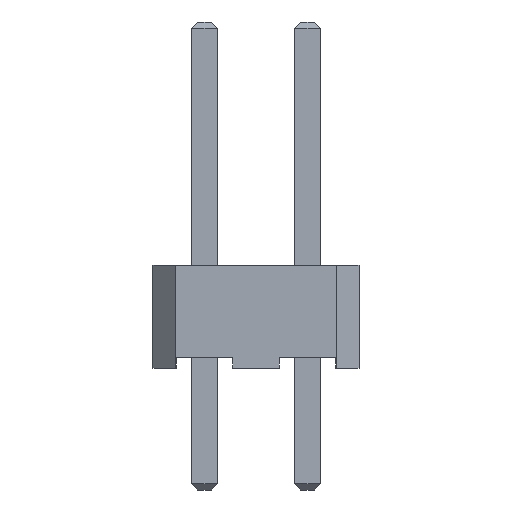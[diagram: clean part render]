
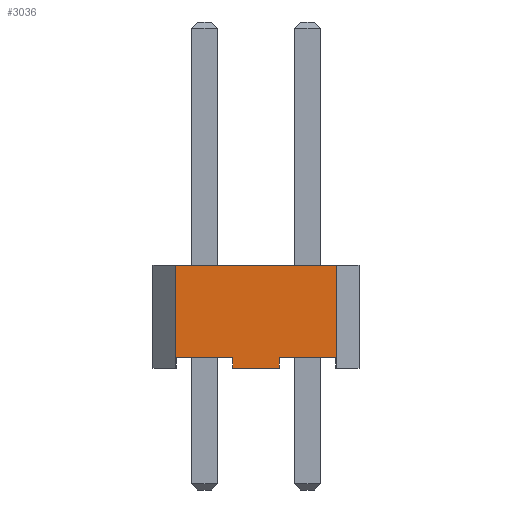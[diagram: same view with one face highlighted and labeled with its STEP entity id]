
A CAD part, left-side view. The second image highlights one B-rep face of the part: STEP entity #3036.
In plain terms, the highlighted planar face has unit normal (-1, 0, 0).
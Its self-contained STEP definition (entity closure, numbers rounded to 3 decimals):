
#210=FACE_OUTER_BOUND('',#394,.T.);
#394=EDGE_LOOP('',(#2621,#2622,#2623,#2624,#2625,#2626,#2627,#2628,#2629,
#2630,#2631,#2632));
#700=LINE('',#4650,#1106);
#703=LINE('',#4655,#1109);
#720=LINE('',#4689,#1126);
#739=LINE('',#4728,#1145);
#758=LINE('',#4766,#1164);
#760=LINE('',#4769,#1166);
#761=LINE('',#4772,#1167);
#764=LINE('',#4778,#1170);
#781=LINE('',#4811,#1187);
#782=LINE('',#4813,#1188);
#797=LINE('',#4841,#1203);
#804=LINE('',#4854,#1210);
#1106=VECTOR('',#3840,10.);
#1109=VECTOR('',#3845,10.);
#1126=VECTOR('',#3864,10.);
#1145=VECTOR('',#3887,10.);
#1164=VECTOR('',#3910,10.);
#1166=VECTOR('',#3914,10.);
#1167=VECTOR('',#3917,10.);
#1170=VECTOR('',#3922,10.);
#1187=VECTOR('',#3941,10.);
#1188=VECTOR('',#3944,10.);
#1203=VECTOR('',#3985,10.);
#1210=VECTOR('',#4004,10.);
#1391=VERTEX_POINT('',#4647);
#1392=VERTEX_POINT('',#4649);
#1393=VERTEX_POINT('',#4653);
#1409=VERTEX_POINT('',#4687);
#1426=VERTEX_POINT('',#4725);
#1427=VERTEX_POINT('',#4727);
#1443=VERTEX_POINT('',#4763);
#1444=VERTEX_POINT('',#4765);
#1445=VERTEX_POINT('',#4771);
#1446=VERTEX_POINT('',#4775);
#1447=VERTEX_POINT('',#4777);
#1462=VERTEX_POINT('',#4809);
#1756=EDGE_CURVE('',#1392,#1391,#700,.T.);
#1759=EDGE_CURVE('',#1393,#1391,#703,.T.);
#1776=EDGE_CURVE('',#1409,#1393,#720,.T.);
#1795=EDGE_CURVE('',#1426,#1427,#739,.T.);
#1814=EDGE_CURVE('',#1443,#1444,#758,.T.);
#1816=EDGE_CURVE('',#1392,#1443,#760,.T.);
#1817=EDGE_CURVE('',#1444,#1445,#761,.T.);
#1820=EDGE_CURVE('',#1446,#1447,#764,.T.);
#1837=EDGE_CURVE('',#1462,#1446,#781,.T.);
#1838=EDGE_CURVE('',#1462,#1445,#782,.T.);
#1853=EDGE_CURVE('',#1447,#1426,#797,.T.);
#1860=EDGE_CURVE('',#1427,#1409,#804,.T.);
#2621=ORIENTED_EDGE('',*,*,#1795,.F.);
#2622=ORIENTED_EDGE('',*,*,#1853,.F.);
#2623=ORIENTED_EDGE('',*,*,#1820,.F.);
#2624=ORIENTED_EDGE('',*,*,#1837,.F.);
#2625=ORIENTED_EDGE('',*,*,#1838,.T.);
#2626=ORIENTED_EDGE('',*,*,#1817,.F.);
#2627=ORIENTED_EDGE('',*,*,#1814,.F.);
#2628=ORIENTED_EDGE('',*,*,#1816,.F.);
#2629=ORIENTED_EDGE('',*,*,#1756,.T.);
#2630=ORIENTED_EDGE('',*,*,#1759,.F.);
#2631=ORIENTED_EDGE('',*,*,#1776,.F.);
#2632=ORIENTED_EDGE('',*,*,#1860,.F.);
#2852=PLANE('',#3245);
#3036=ADVANCED_FACE('',(#210),#2852,.T.);
#3245=AXIS2_PLACEMENT_3D('',#4853,#4002,#4003);
#3840=DIRECTION('',(0.,-1.,0.));
#3845=DIRECTION('',(0.,0.,1.));
#3864=DIRECTION('',(0.,1.,0.));
#3887=DIRECTION('',(0.,-1.,0.));
#3910=DIRECTION('',(0.,1.,0.));
#3914=DIRECTION('',(0.,0.,-1.));
#3917=DIRECTION('',(0.,0.,1.));
#3922=DIRECTION('',(0.,1.,0.));
#3941=DIRECTION('',(0.,0.,-1.));
#3944=DIRECTION('',(0.,-1.,0.));
#3985=DIRECTION('',(0.,0.,1.));
#4002=DIRECTION('center_axis',(-1.,0.,0.));
#4003=DIRECTION('ref_axis',(0.,-1.,0.));
#4004=DIRECTION('',(0.,0.,-1.));
#4647=CARTESIAN_POINT('',(-6.35,-1.97,0.32));
#4649=CARTESIAN_POINT('',(-6.35,-0.57,0.32));
#4650=CARTESIAN_POINT('',(-6.35,-1.135,0.32));
#4653=CARTESIAN_POINT('',(-6.35,-1.97,0.05));
#4655=CARTESIAN_POINT('',(-6.35,-1.97,1.32));
#4687=CARTESIAN_POINT('',(-6.35,-1.987,0.05));
#4689=CARTESIAN_POINT('',(-6.35,-1.159,0.05));
#4725=CARTESIAN_POINT('',(-6.35,1.987,2.59));
#4727=CARTESIAN_POINT('',(-6.35,-1.987,2.59));
#4728=CARTESIAN_POINT('',(-6.35,0.,2.59));
#4763=CARTESIAN_POINT('',(-6.35,-0.57,0.05));
#4765=CARTESIAN_POINT('',(-6.35,0.57,0.05));
#4766=CARTESIAN_POINT('',(-6.35,-0.817,0.05));
#4769=CARTESIAN_POINT('',(-6.35,-0.57,1.455));
#4771=CARTESIAN_POINT('',(-6.35,0.57,0.32));
#4772=CARTESIAN_POINT('',(-6.35,0.57,1.32));
#4775=CARTESIAN_POINT('',(-6.35,1.97,0.05));
#4777=CARTESIAN_POINT('',(-6.35,1.987,0.05));
#4778=CARTESIAN_POINT('',(-6.35,1.723,0.05));
#4809=CARTESIAN_POINT('',(-6.35,1.97,0.32));
#4811=CARTESIAN_POINT('',(-6.35,1.97,1.455));
#4813=CARTESIAN_POINT('',(-6.35,1.405,0.32));
#4841=CARTESIAN_POINT('',(-6.35,1.987,0.05));
#4853=CARTESIAN_POINT('Origin',(-6.35,0.,
0.05));
#4854=CARTESIAN_POINT('',(-6.35,-1.987,0.05));
